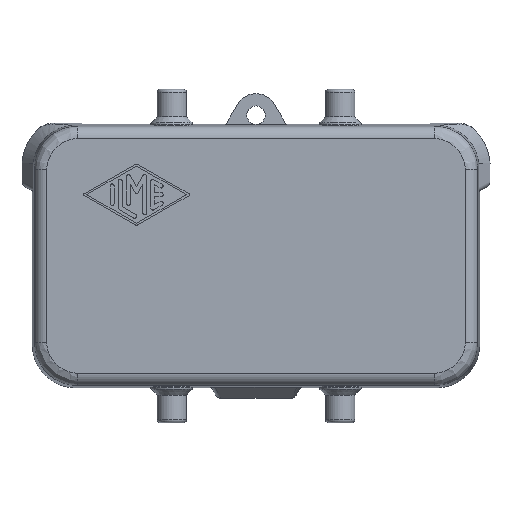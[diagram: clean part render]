
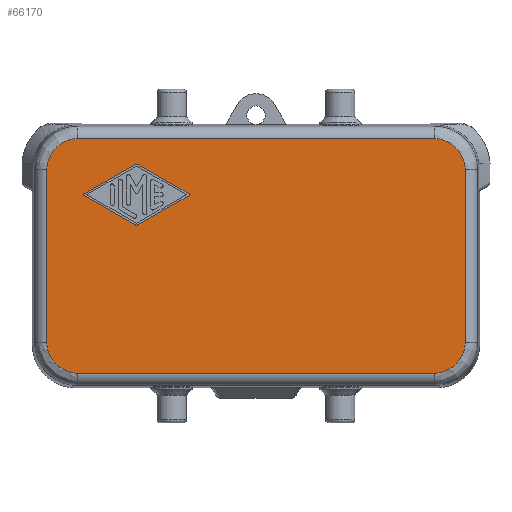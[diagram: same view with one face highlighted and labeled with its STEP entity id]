
A CAD part, top view. The second image highlights one B-rep face of the part: STEP entity #66170.
In plain terms, the highlighted face is planar.
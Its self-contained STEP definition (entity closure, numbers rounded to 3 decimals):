
#6000=CARTESIAN_POINT('',(19.15,-52.653,-12.));
#6010=VERTEX_POINT('',#6000);
#6170=CARTESIAN_POINT('',(19.15,5.654,-12.));
#6180=VERTEX_POINT('',#6170);
#6210=CARTESIAN_POINT('',(19.15,-52.653,-12.));
#6220=DIRECTION('',(0.,1.,0.));
#6230=VECTOR('',#6220,1.);
#6240=LINE('',#6210,#6230);
#6250=EDGE_CURVE('',#6010,#6180,#6240,.T.);
#12690=CARTESIAN_POINT('',(14.153,-57.65,
-12.));
#12700=VERTEX_POINT('',#12690);
#12730=CARTESIAN_POINT('',(14.153,-57.65,-12.));
#12740=DIRECTION('',(-1.,0.,0.));
#12750=VECTOR('',#12740,1.);
#12760=LINE('',#12730,#12750);
#12770=CARTESIAN_POINT('',(-14.153,-57.65,
-12.));
#12780=VERTEX_POINT('',#12770);
#12790=EDGE_CURVE('',#12700,#12780,#12760,.T.);
#14130=CARTESIAN_POINT('',(-19.15,-52.653,-12.));
#14140=CARTESIAN_POINT('',(-19.15,-53.961,-12.));
#14150=CARTESIAN_POINT('',(-18.673,-55.222,
-12.));
#14160=CARTESIAN_POINT('',(-17.828,-56.328,
-12.));
#14170=CARTESIAN_POINT('',(-16.722,-57.173,
-12.));
#14180=CARTESIAN_POINT('',(-15.461,-57.65,-12.));
#14190=CARTESIAN_POINT('',(-14.153,-57.65,-12.));
#14200=B_SPLINE_CURVE_WITH_KNOTS('',6,(#14130,#14140,#14150,#14160,
#14170,#14180,#14190),.UNSPECIFIED.,.F.,.F.,(7,7),(0.,8.097),
.UNSPECIFIED.);
#14210=CARTESIAN_POINT('',(-19.15,-52.653,-12.));
#14220=VERTEX_POINT('',#14210);
#14230=EDGE_CURVE('',#14220,#12780,#14200,.T.);
#18070=CARTESIAN_POINT('',(14.153,-57.65,-12.));
#18080=CARTESIAN_POINT('',(15.461,-57.65,-12.));
#18090=CARTESIAN_POINT('',(16.722,-57.173,
-12.));
#18100=CARTESIAN_POINT('',(17.828,-56.328,
-12.));
#18110=CARTESIAN_POINT('',(18.673,-55.222,
-12.));
#18120=CARTESIAN_POINT('',(19.15,-53.961,-12.));
#18130=CARTESIAN_POINT('',(19.15,-52.653,-12.));
#18140=B_SPLINE_CURVE_WITH_KNOTS('',6,(#18070,#18080,#18090,#18100,
#18110,#18120,#18130),.UNSPECIFIED.,.F.,.F.,(7,7),(0.,8.097),
.UNSPECIFIED.);
#18150=EDGE_CURVE('',#12700,#6010,#18140,.T.);
#30100=CARTESIAN_POINT('',(-14.153,10.651,
-12.));
#30110=VERTEX_POINT('',#30100);
#30160=CARTESIAN_POINT('',(14.153,10.651,-12.));
#30170=DIRECTION('',(-1.,0.,0.));
#30180=VECTOR('',#30170,1.);
#30190=LINE('',#30160,#30180);
#30200=CARTESIAN_POINT('',(14.153,10.651,
-12.));
#30210=VERTEX_POINT('',#30200);
#30220=EDGE_CURVE('',#30210,#30110,#30190,.T.);
#53370=CARTESIAN_POINT('',(-19.15,5.654,-12.));
#53380=VERTEX_POINT('',#53370);
#53410=CARTESIAN_POINT('',(-19.15,5.654,-12.));
#53420=CARTESIAN_POINT('',(-19.15,6.962,-12.));
#53430=CARTESIAN_POINT('',(-18.673,8.223,
-12.));
#53440=CARTESIAN_POINT('',(-17.828,9.33,
-12.));
#53450=CARTESIAN_POINT('',(-16.722,10.175,
-12.));
#53460=CARTESIAN_POINT('',(-15.461,10.651,-12.));
#53470=CARTESIAN_POINT('',(-14.153,10.651,-12.));
#53480=B_SPLINE_CURVE_WITH_KNOTS('',6,(#53410,#53420,#53430,#53440,
#53450,#53460,#53470),.UNSPECIFIED.,.F.,.F.,(7,7),(0.,8.097),
.UNSPECIFIED.);
#53490=EDGE_CURVE('',#53380,#30110,#53480,.T.);
#55630=CARTESIAN_POINT('',(-19.15,52.653,-12.));
#55640=DIRECTION('',(0.,-1.,0.));
#55650=VECTOR('',#55640,1.);
#55660=LINE('',#55630,#55650);
#55670=EDGE_CURVE('',#53380,#14220,#55660,.T.);
#65230=CARTESIAN_POINT('',(-21.065,16.416,-12.));
#65240=DIRECTION('',(0.,0.,1.));
#65250=DIRECTION('',(-1.,0.,0.));
#65260=AXIS2_PLACEMENT_3D('',#65230,#65240,#65250);
#65270=PLANE('',#65260);
#65280=ORIENTED_EDGE('',*,*,#14230,.F.);
#65290=ORIENTED_EDGE('',*,*,#12790,.T.);
#65300=ORIENTED_EDGE('',*,*,#18150,.F.);
#65310=ORIENTED_EDGE('',*,*,#6250,.F.);
#65320=CARTESIAN_POINT('',(14.153,10.651,-12.));
#65330=CARTESIAN_POINT('',(15.461,10.651,-12.));
#65340=CARTESIAN_POINT('',(16.722,10.175,
-12.));
#65350=CARTESIAN_POINT('',(17.828,9.33,
-12.));
#65360=CARTESIAN_POINT('',(18.673,8.223,
-12.));
#65370=CARTESIAN_POINT('',(19.15,6.962,-12.));
#65380=CARTESIAN_POINT('',(19.15,5.654,-12.));
#65390=B_SPLINE_CURVE_WITH_KNOTS('',6,(#65320,#65330,#65340,#65350,
#65360,#65370,#65380),.UNSPECIFIED.,.F.,.F.,(7,7),(0.,8.097),
.UNSPECIFIED.);
#65400=EDGE_CURVE('',#30210,#6180,#65390,.T.);
#65410=ORIENTED_EDGE('',*,*,#65400,.T.);
#65420=ORIENTED_EDGE('',*,*,#30220,.F.);
#65430=ORIENTED_EDGE('',*,*,#53490,.T.);
#65440=ORIENTED_EDGE('',*,*,#55670,.F.);
#65450=EDGE_LOOP('',(#65440,#65430,#65420,#65410,#65310,#65300,#65290,
#65280));
#65460=FACE_OUTER_BOUND('',#65450,.T.);
#65470=CARTESIAN_POINT('',(-5.338,-3.999,-12.));
#65480=DIRECTION('',(0.,0.,-1.));
#65490=DIRECTION('',(0.,-1.,0.));
#65500=AXIS2_PLACEMENT_3D('',#65470,#65480,#65490);
#65510=CIRCLE('',#65500,0.333);
#65520=CARTESIAN_POINT('',(-5.049,-3.833,-12.));
#65530=VERTEX_POINT('',#65520);
#65540=CARTESIAN_POINT('',(-5.049,-4.164,-12.));
#65550=VERTEX_POINT('',#65540);
#65560=EDGE_CURVE('',#65530,#65550,#65510,.T.);
#65570=ORIENTED_EDGE('',*,*,#65560,.F.);
#65580=CARTESIAN_POINT('',(-2.669,0.,-12.));
#65590=DIRECTION('',(0.496,0.868,0.));
#65600=VECTOR('',#65590,1.);
#65610=LINE('',#65580,#65600);
#65620=CARTESIAN_POINT('',(-9.855,-12.573,-12.));
#65630=VERTEX_POINT('',#65620);
#65640=EDGE_CURVE('',#65630,#65550,#65610,.T.);
#65650=ORIENTED_EDGE('',*,*,#65640,.T.);
#65660=CARTESIAN_POINT('',(-10.,-12.49,-12.));
#65670=DIRECTION('',(0.,0.,-1.));
#65680=DIRECTION('',(0.,-1.,0.));
#65690=AXIS2_PLACEMENT_3D('',#65660,#65670,#65680);
#65700=CIRCLE('',#65690,0.166);
#65710=CARTESIAN_POINT('',(-10.145,-12.573,-12.));
#65720=VERTEX_POINT('',#65710);
#65730=EDGE_CURVE('',#65630,#65720,#65700,.T.);
#65740=ORIENTED_EDGE('',*,*,#65730,.F.);
#65750=CARTESIAN_POINT('',(-17.331,0.,-12.));
#65760=DIRECTION('',(0.496,-0.868,0.));
#65770=VECTOR('',#65760,1.);
#65780=LINE('',#65750,#65770);
#65790=CARTESIAN_POINT('',(-14.951,-4.164,-12.));
#65800=VERTEX_POINT('',#65790);
#65810=EDGE_CURVE('',#65800,#65720,#65780,.T.);
#65820=ORIENTED_EDGE('',*,*,#65810,.T.);
#65830=CARTESIAN_POINT('',(-14.662,-3.999,-12.));
#65840=DIRECTION('',(0.,0.,-1.));
#65850=DIRECTION('',(0.,-1.,0.));
#65860=AXIS2_PLACEMENT_3D('',#65830,#65840,#65850);
#65870=CIRCLE('',#65860,0.333);
#65880=CARTESIAN_POINT('',(-14.951,-3.833,-12.));
#65890=VERTEX_POINT('',#65880);
#65900=EDGE_CURVE('',#65800,#65890,#65870,.T.);
#65910=ORIENTED_EDGE('',*,*,#65900,.F.);
#65920=CARTESIAN_POINT('',(-12.76,0.,-12.));
#65930=DIRECTION('',(-0.496,-0.868,0.));
#65940=VECTOR('',#65930,1.);
#65950=LINE('',#65920,#65940);
#65960=CARTESIAN_POINT('',(-10.145,4.575,-12.));
#65970=VERTEX_POINT('',#65960);
#65980=EDGE_CURVE('',#65970,#65890,#65950,.T.);
#65990=ORIENTED_EDGE('',*,*,#65980,.T.);
#66000=CARTESIAN_POINT('',(-10.,4.493,-12.));
#66010=DIRECTION('',(0.,0.,-1.));
#66020=DIRECTION('',(0.,-1.,0.));
#66030=AXIS2_PLACEMENT_3D('',#66000,#66010,#66020);
#66040=CIRCLE('',#66030,0.167);
#66050=CARTESIAN_POINT('',(-9.855,4.575,-12.));
#66060=VERTEX_POINT('',#66050);
#66070=EDGE_CURVE('',#65970,#66060,#66040,.T.);
#66080=ORIENTED_EDGE('',*,*,#66070,.F.);
#66090=CARTESIAN_POINT('',(-7.24,0.,-12.));
#66100=DIRECTION('',(-0.496,0.868,0.));
#66110=VECTOR('',#66100,1.);
#66120=LINE('',#66090,#66110);
#66130=EDGE_CURVE('',#65530,#66060,#66120,.T.);
#66140=ORIENTED_EDGE('',*,*,#66130,.T.);
#66150=EDGE_LOOP('',(#66140,#66080,#65990,#65910,#65820,#65740,#65650,
#65570));
#66160=FACE_BOUND('',#66150,.T.);
#66170=ADVANCED_FACE('',(#65460,#66160),#65270,.F.);
